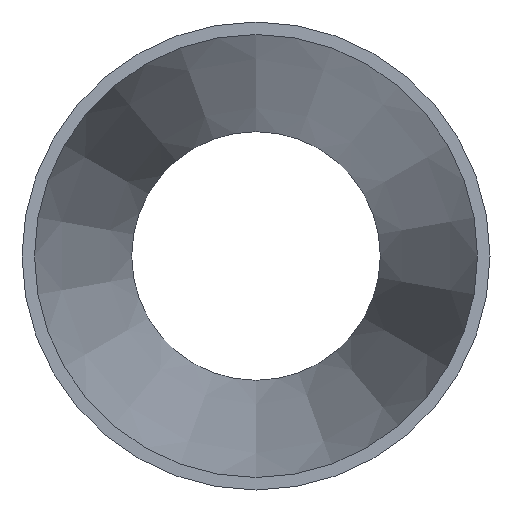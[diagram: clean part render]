
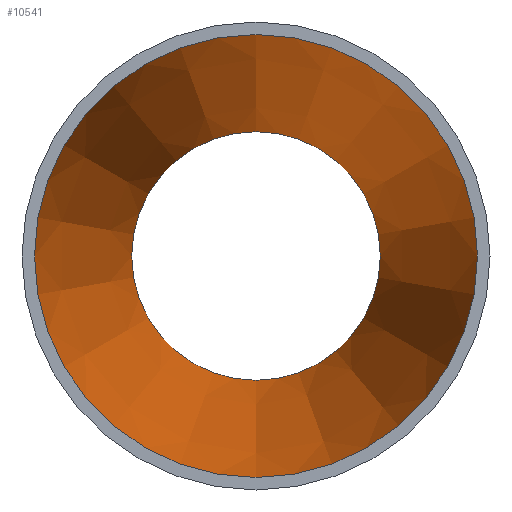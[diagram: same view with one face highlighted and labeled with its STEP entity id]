
A CAD part, front view. The second image highlights one B-rep face of the part: STEP entity #10541.
In plain terms, the highlighted conical face has half-angle 9.957 degrees and reference radius 36.019 mm.
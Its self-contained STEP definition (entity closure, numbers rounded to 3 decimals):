
#336 = DIRECTION ( 'NONE',  ( 0., -1., 0. ) ) ;
#1500 = AXIS2_PLACEMENT_3D ( 'NONE', #15151, #5081, #11903 ) ;
#1591 = VERTEX_POINT ( 'NONE', #9881 ) ;
#1732 = CARTESIAN_POINT ( 'NONE',  ( 0., 0., 0. ) ) ;
#3793 = EDGE_LOOP ( 'NONE', ( #7620 ) ) ;
#5081 = DIRECTION ( 'NONE',  ( 0., -1., 0. ) ) ;
#6864 = DIRECTION ( 'NONE',  ( 0., 0., -1. ) ) ;
#7620 = ORIENTED_EDGE ( 'NONE', *, *, #9916, .F. ) ;
#7931 = EDGE_LOOP ( 'NONE', ( #13395 ) ) ;
#8546 = DIRECTION ( 'NONE',  ( 0., -1., 0. ) ) ;
#9881 = CARTESIAN_POINT ( 'NONE',  ( 0., 0., -36.019 ) ) ;
#9916 = EDGE_CURVE ( 'NONE', #21844, #21844, #17918, .T. ) ;
#10110 = CONICAL_SURFACE ( 'NONE', #14747, 36.019, 0.174 ) ;
#10541 = ADVANCED_FACE ( 'NONE', ( #20860, #17046 ), #10110, .F. ) ;
#11263 = EDGE_CURVE ( 'NONE', #1591, #1591, #20245, .T. ) ;
#11903 = DIRECTION ( 'NONE',  ( 0., 0., -1. ) ) ;
#13395 = ORIENTED_EDGE ( 'NONE', *, *, #11263, .T. ) ;
#14747 = AXIS2_PLACEMENT_3D ( 'NONE', #1732, #8546, #6864 ) ;
#15151 = CARTESIAN_POINT ( 'NONE',  ( 0., 90., 0. ) ) ;
#16992 = CARTESIAN_POINT ( 'NONE',  ( 0., 0., 0. ) ) ;
#17046 = FACE_OUTER_BOUND ( 'NONE', #7931, .T. ) ;
#17327 = DIRECTION ( 'NONE',  ( 0., 0., -1. ) ) ;
#17918 = CIRCLE ( 'NONE', #1500, 20.219 ) ;
#20245 = CIRCLE ( 'NONE', #20978, 36.019 ) ;
#20860 = FACE_BOUND ( 'NONE', #3793, .T. ) ;
#20978 = AXIS2_PLACEMENT_3D ( 'NONE', #16992, #336, #17327 ) ;
#21844 = VERTEX_POINT ( 'NONE', #21948 ) ;
#21948 = CARTESIAN_POINT ( 'NONE',  ( 0., 90., -20.219 ) ) ;
